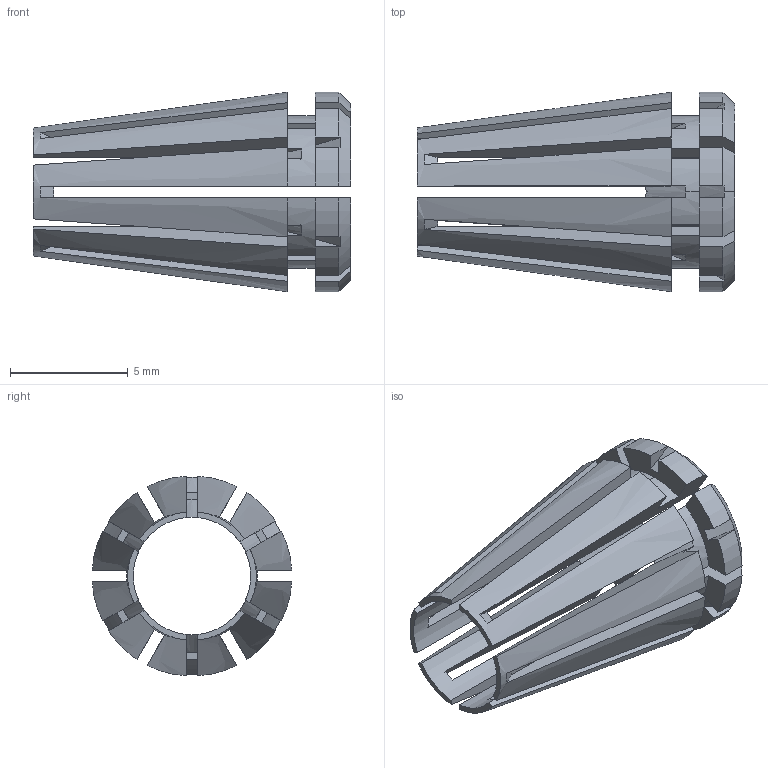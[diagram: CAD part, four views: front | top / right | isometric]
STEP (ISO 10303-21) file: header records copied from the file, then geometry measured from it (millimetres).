
FILE_DESCRIPTION (( 'STEP AP203' ), '1' );
FILE_NAME ('STP-04208-05.STEP', '2019-12-11T08:23:41', ( '' ), ( '' ), 'SwSTEP 2.0', 'SolidWorks 2017', '' );
FILE_SCHEMA (( 'CONFIG_CONTROL_DESIGN' ));
Length unit declared in the file: millimetre
Products named in the file (1): STP-04208-05
Bounding box: 13.5 x 8.49 x 8.49 mm (x, y, z)
Volume: 202 mm3; surface area: 745.5 mm2
Topology: 1 solids, 1 shells, 118 faces, 354 edges, 236 vertices
Faces by surface type: plane 66, cylinder 39, cone 13
Entity records: 4251 total; most frequent: CARTESIAN_POINT 1027, ORIENTED_EDGE 708, DIRECTION 628, EDGE_CURVE 354, AXIS2_PLACEMENT_3D 237, VERTEX_POINT 236, LINE 154, VECTOR 154
